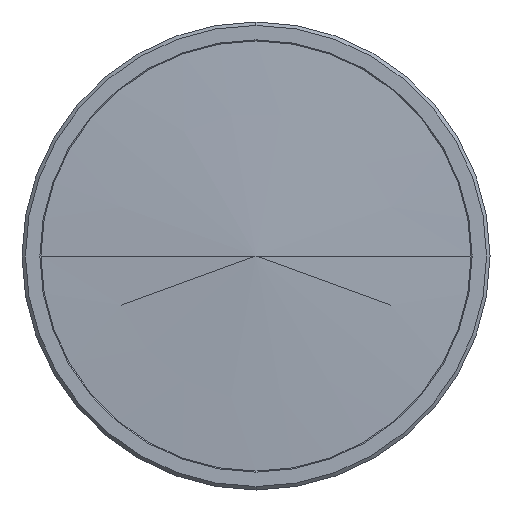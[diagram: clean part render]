
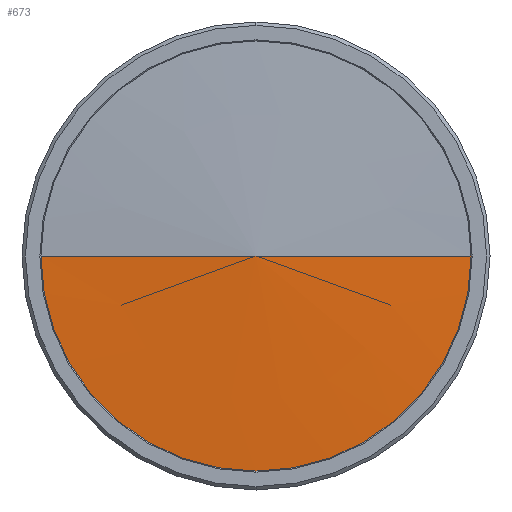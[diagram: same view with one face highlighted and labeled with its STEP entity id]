
A CAD part, left-side view. The second image highlights one B-rep face of the part: STEP entity #673.
In plain terms, the highlighted conical face has half-angle 87.022 degrees and reference radius 19221.2 mm.
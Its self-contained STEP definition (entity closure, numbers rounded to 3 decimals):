
#79 = VERTEX_POINT ( 'NONE', #3649 ) ;
#104 = LINE ( 'NONE', #5241, #6204 ) ;
#567 = DIRECTION ( 'NONE',  ( 0., 0., 1. ) ) ;
#584 = CARTESIAN_POINT ( 'NONE',  ( 3.252, 0., 0. ) ) ;
#673 = ADVANCED_FACE ( 'NONE', ( #5941 ), #6041, .T. ) ;
#1087 = CIRCLE ( 'NONE', #2509, 62.5 ) ;
#1995 = AXIS2_PLACEMENT_3D ( 'NONE', #4135, #5477, #5392 ) ;
#2013 = ORIENTED_EDGE ( 'NONE', *, *, #3477, .F. ) ;
#2509 = AXIS2_PLACEMENT_3D ( 'NONE', #584, #6007, #567 ) ;
#3430 = CARTESIAN_POINT ( 'NONE',  ( 0., 0., 0. ) ) ;
#3477 = EDGE_CURVE ( 'NONE', #8201, #6579, #104, .T. ) ;
#3649 = CARTESIAN_POINT ( 'NONE',  ( 3.252, 62.5, 0. ) ) ;
#3790 = ORIENTED_EDGE ( 'NONE', *, *, #7427, .F. ) ;
#4135 = CARTESIAN_POINT ( 'NONE',  ( 1000., 0., 0. ) ) ;
#4227 = DIRECTION ( 'NONE',  ( 0.052, 0.999, 0. ) ) ;
#4609 = DIRECTION ( 'NONE',  ( 0.052, -0.999, 0. ) ) ;
#5241 = CARTESIAN_POINT ( 'NONE',  ( 0., 0., 0. ) ) ;
#5392 = DIRECTION ( 'NONE',  ( 0., 1., 0. ) ) ;
#5436 = LINE ( 'NONE', #6946, #7274 ) ;
#5477 = DIRECTION ( 'NONE',  ( 1., 0., 0. ) ) ;
#5941 = FACE_OUTER_BOUND ( 'NONE', #6828, .T. ) ;
#6007 = DIRECTION ( 'NONE',  ( 1., 0., 0. ) ) ;
#6041 = CONICAL_SURFACE ( 'NONE', #1995, 19221.166, 1.519 ) ;
#6204 = VECTOR ( 'NONE', #4609, 1000. ) ;
#6403 = ORIENTED_EDGE ( 'NONE', *, *, #7735, .T. ) ;
#6579 = VERTEX_POINT ( 'NONE', #7701 ) ;
#6828 = EDGE_LOOP ( 'NONE', ( #2013, #6403, #3790 ) ) ;
#6946 = CARTESIAN_POINT ( 'NONE',  ( 0., 0., 0. ) ) ;
#7274 = VECTOR ( 'NONE', #4227, 1000. ) ;
#7427 = EDGE_CURVE ( 'NONE', #6579, #79, #1087, .T. ) ;
#7701 = CARTESIAN_POINT ( 'NONE',  ( 3.252, -62.5, 0. ) ) ;
#7735 = EDGE_CURVE ( 'NONE', #8201, #79, #5436, .T. ) ;
#8201 = VERTEX_POINT ( 'NONE', #3430 ) ;
